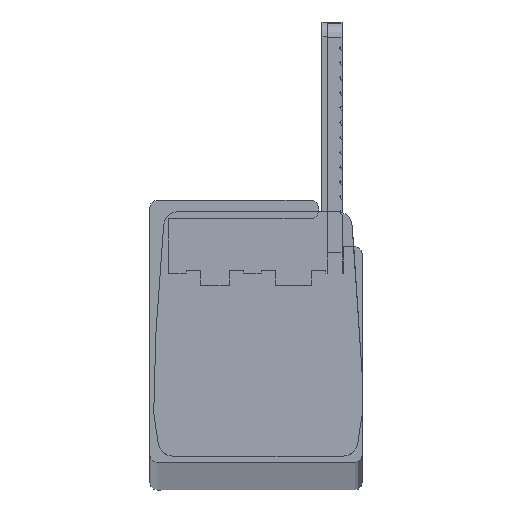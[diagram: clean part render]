
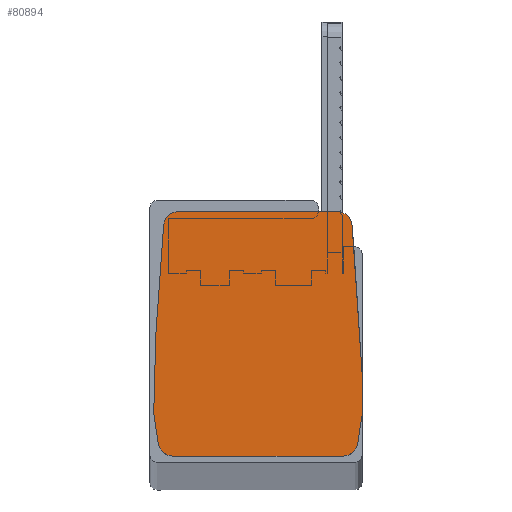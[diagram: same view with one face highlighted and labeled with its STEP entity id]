
A CAD part, top view. The second image highlights one B-rep face of the part: STEP entity #80894.
In plain terms, the highlighted planar face has unit normal (0, 0, 1).
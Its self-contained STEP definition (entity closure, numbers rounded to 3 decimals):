
#5109 = CARTESIAN_POINT ( 'NONE',  ( 748.597, 258.394, 219.001 ) ) ;
#5131 = CARTESIAN_POINT ( 'NONE',  ( 748.297, 256.449, 219.001 ) ) ;
#5168 = CARTESIAN_POINT ( 'NONE',  ( 748.597, 261.285, 219.001 ) ) ;
#14851 = CIRCLE ( 'NONE', #15143, 0.994 ) ;
#15143 = AXIS2_PLACEMENT_3D ( 'NONE', #25864, #25868, #25866 ) ;
#17276 = B_SPLINE_CURVE_WITH_KNOTS ( 'NONE', 3,
 ( #54676, #54684, #54630, #54643 ),
 .UNSPECIFIED., .F., .F.,
 ( 4, 4 ),
 ( 0.013, 0.015 ),
 .UNSPECIFIED. ) ;
#17310 = B_SPLINE_CURVE_WITH_KNOTS ( 'NONE', 3,
 ( #26399, #26403, #26445, #26412, #26417, #26457, #26421, #26436, #26431, #26433 ),
 .UNSPECIFIED., .F., .F.,
 ( 4, 2, 2, 2, 4 ),
 ( 0., 0.003, 0.004, 0.006, 0.013 ),
 .UNSPECIFIED. ) ;
#17327 = B_SPLINE_CURVE_WITH_KNOTS ( 'NONE', 3,
 ( #26541, #26551, #26553, #26570, #26562, #26574 ),
 .UNSPECIFIED., .F., .F.,
 ( 4, 2, 4 ),
 ( 0., 0.009, 0.01 ),
 .UNSPECIFIED. ) ;
#25864 = CARTESIAN_POINT ( 'NONE',  ( 746.936, 271.155, 219.001 ) ) ;
#25866 = DIRECTION ( 'NONE',  ( -1., 0., 0. ) ) ;
#25868 = DIRECTION ( 'NONE',  ( 0., 0., -1. ) ) ;
#26110 = CARTESIAN_POINT ( 'NONE',  ( 736.208, 271.155, 219.001 ) ) ;
#26134 = DIRECTION ( 'NONE',  ( 0., 0., -1. ) ) ;
#26143 = DIRECTION ( 'NONE',  ( -1., 0., 0. ) ) ;
#26310 = DIRECTION ( 'NONE',  ( 0., 0., -1. ) ) ;
#26328 = CARTESIAN_POINT ( 'NONE',  ( 747.323, 256.643, 219.001 ) ) ;
#26379 = DIRECTION ( 'NONE',  ( -1., 0., 0. ) ) ;
#26399 = CARTESIAN_POINT ( 'NONE',  ( 734.861, 256.449, 219.001 ) ) ;
#26403 = CARTESIAN_POINT ( 'NONE',  ( 734.693, 257.29, 219.001 ) ) ;
#26412 = CARTESIAN_POINT ( 'NONE',  ( 734.503, 259.565, 219.001 ) ) ;
#26417 = CARTESIAN_POINT ( 'NONE',  ( 734.524, 260.133, 219.001 ) ) ;
#26421 = CARTESIAN_POINT ( 'NONE',  ( 734.583, 261.834, 219.001 ) ) ;
#26431 = CARTESIAN_POINT ( 'NONE',  ( 734.897, 266.933, 219.001 ) ) ;
#26433 = CARTESIAN_POINT ( 'NONE',  ( 735.074, 269.196, 219.001 ) ) ;
#26436 = CARTESIAN_POINT ( 'NONE',  ( 734.72, 264.669, 219.001 ) ) ;
#26445 = CARTESIAN_POINT ( 'NONE',  ( 734.554, 258.136, 219.001 ) ) ;
#26451 = CARTESIAN_POINT ( 'NONE',  ( 735.074, 269.196, 219.001 ) ) ;
#26455 = LINE ( 'NONE', #26451, #27766 ) ;
#26457 = CARTESIAN_POINT ( 'NONE',  ( 734.559, 261.267, 219.001 ) ) ;
#26459 = DIRECTION ( 'NONE',  ( -0.07, -0.998, 0. ) ) ;
#26518 = DIRECTION ( 'NONE',  ( 1., 0., 0. ) ) ;
#26535 = CARTESIAN_POINT ( 'NONE',  ( 735.836, 256.643, 219.001 ) ) ;
#26537 = DIRECTION ( 'NONE',  ( -1., 0., 0. ) ) ;
#26541 = CARTESIAN_POINT ( 'NONE',  ( 747.927, 271.23, 219.001 ) ) ;
#26543 = DIRECTION ( 'NONE',  ( 0., 0., -1. ) ) ;
#26545 = LINE ( 'NONE', #26547, #27694 ) ;
#26547 = CARTESIAN_POINT ( 'NONE',  ( 748.131, 255.649, 219.001 ) ) ;
#26551 = CARTESIAN_POINT ( 'NONE',  ( 748.152, 268.251, 219.001 ) ) ;
#26553 = CARTESIAN_POINT ( 'NONE',  ( 748.412, 265.273, 219.001 ) ) ;
#26562 = CARTESIAN_POINT ( 'NONE',  ( 748.584, 261.619, 219.001 ) ) ;
#26570 = CARTESIAN_POINT ( 'NONE',  ( 748.57, 261.954, 219.001 ) ) ;
#26574 = CARTESIAN_POINT ( 'NONE',  ( 748.597, 261.285, 219.001 ) ) ;
#26579 = LINE ( 'NONE', #26588, #27944 ) ;
#26581 = DIRECTION ( 'NONE',  ( -1., 0., 0. ) ) ;
#26588 = CARTESIAN_POINT ( 'NONE',  ( 735.281, 272.149, 219.001 ) ) ;
#27684 = AXIS2_PLACEMENT_3D ( 'NONE', #26535, #26543, #26537 ) ;
#27694 = VECTOR ( 'NONE', #26518, 1000. ) ;
#27714 = CIRCLE ( 'NONE', #27798, 0.994 ) ;
#27720 = CIRCLE ( 'NONE', #27755, 0.994 ) ;
#27755 = AXIS2_PLACEMENT_3D ( 'NONE', #26328, #26310, #26379 ) ;
#27766 = VECTOR ( 'NONE', #26459, 1000. ) ;
#27775 = CIRCLE ( 'NONE', #27684, 0.994 ) ;
#27798 = AXIS2_PLACEMENT_3D ( 'NONE', #26110, #26134, #26143 ) ;
#27944 = VECTOR ( 'NONE', #26581, 1000. ) ;
#43731 = EDGE_CURVE ( 'NONE', #50933, #50955, #17276, .T. ) ;
#43840 = EDGE_CURVE ( 'NONE', #50933, #51078, #55531, .T. ) ;
#48092 = CARTESIAN_POINT ( 'NONE',  ( 747.927, 271.23, 219.001 ) ) ;
#48122 = CARTESIAN_POINT ( 'NONE',  ( 735.836, 255.649, 219.001 ) ) ;
#48128 = CARTESIAN_POINT ( 'NONE',  ( 734.861, 256.449, 219.001 ) ) ;
#48150 = CARTESIAN_POINT ( 'NONE',  ( 746.936, 272.149, 219.001 ) ) ;
#48162 = CARTESIAN_POINT ( 'NONE',  ( 736.208, 272.149, 219.001 ) ) ;
#48190 = CARTESIAN_POINT ( 'NONE',  ( 735.074, 269.196, 219.001 ) ) ;
#48218 = CARTESIAN_POINT ( 'NONE',  ( 735.216, 271.225, 219.001 ) ) ;
#48292 = CARTESIAN_POINT ( 'NONE',  ( 747.323, 255.649, 219.001 ) ) ;
#50933 = VERTEX_POINT ( 'NONE', #5109 ) ;
#50955 = VERTEX_POINT ( 'NONE', #5131 ) ;
#51078 = VERTEX_POINT ( 'NONE', #5168 ) ;
#54630 = CARTESIAN_POINT ( 'NONE',  ( 748.427, 257.095, 219.001 ) ) ;
#54643 = CARTESIAN_POINT ( 'NONE',  ( 748.297, 256.449, 219.001 ) ) ;
#54676 = CARTESIAN_POINT ( 'NONE',  ( 748.597, 258.394, 219.001 ) ) ;
#54684 = CARTESIAN_POINT ( 'NONE',  ( 748.538, 257.743, 219.001 ) ) ;
#54748 = VERTEX_POINT ( 'NONE', #48122 ) ;
#54806 = VERTEX_POINT ( 'NONE', #48218 ) ;
#54808 = VERTEX_POINT ( 'NONE', #48150 ) ;
#54836 = VERTEX_POINT ( 'NONE', #48092 ) ;
#54844 = VERTEX_POINT ( 'NONE', #48190 ) ;
#54861 = VERTEX_POINT ( 'NONE', #48162 ) ;
#54882 = VERTEX_POINT ( 'NONE', #48128 ) ;
#54939 = VERTEX_POINT ( 'NONE', #48292 ) ;
#55517 = CARTESIAN_POINT ( 'NONE',  ( 748.597, 262.401, 219.001 ) ) ;
#55519 = DIRECTION ( 'NONE',  ( 0., 1., 0. ) ) ;
#55531 = LINE ( 'NONE', #55517, #85564 ) ;
#61119 = ORIENTED_EDGE ( 'NONE', *, *, #43731, .F. ) ;
#61135 = ORIENTED_EDGE ( 'NONE', *, *, #98330, .F. ) ;
#61138 = ORIENTED_EDGE ( 'NONE', *, *, #98318, .F. ) ;
#61140 = ORIENTED_EDGE ( 'NONE', *, *, #98332, .T. ) ;
#61146 = ORIENTED_EDGE ( 'NONE', *, *, #98273, .F. ) ;
#61151 = ORIENTED_EDGE ( 'NONE', *, *, #43840, .T. ) ;
#61158 = ORIENTED_EDGE ( 'NONE', *, *, #98303, .F. ) ;
#61160 = ORIENTED_EDGE ( 'NONE', *, *, #98327, .T. ) ;
#61165 = ORIENTED_EDGE ( 'NONE', *, *, #98319, .T. ) ;
#61167 = ORIENTED_EDGE ( 'NONE', *, *, #98197, .F. ) ;
#61175 = ORIENTED_EDGE ( 'NONE', *, *, #98323, .F. ) ;
#63664 = AXIS2_PLACEMENT_3D ( 'NONE', #93196, #93200, #93226 ) ;
#80894 = ADVANCED_FACE ( 'NONE', ( #93216 ), #93180, .F. ) ;
#81932 = EDGE_LOOP ( 'NONE', ( #61119, #61151, #61135, #61167, #61140, #61146, #61165, #61138, #61175, #61160, #61158 ) ) ;
#85564 = VECTOR ( 'NONE', #55519, 1000. ) ;
#93180 = PLANE ( 'NONE',  #63664 ) ;
#93196 = CARTESIAN_POINT ( 'NONE',  ( 734.61, 262.401, 219.001 ) ) ;
#93200 = DIRECTION ( 'NONE',  ( 0., 0., -1. ) ) ;
#93216 = FACE_OUTER_BOUND ( 'NONE', #81932, .T. ) ;
#93226 = DIRECTION ( 'NONE',  ( -1., 0., 0. ) ) ;
#98197 = EDGE_CURVE ( 'NONE', #54808, #54836, #14851, .T. ) ;
#98273 = EDGE_CURVE ( 'NONE', #54806, #54861, #27714, .T. ) ;
#98303 = EDGE_CURVE ( 'NONE', #50955, #54939, #27720, .T. ) ;
#98318 = EDGE_CURVE ( 'NONE', #54882, #54844, #17310, .T. ) ;
#98319 = EDGE_CURVE ( 'NONE', #54806, #54844, #26455, .T. ) ;
#98323 = EDGE_CURVE ( 'NONE', #54748, #54882, #27775, .T. ) ;
#98327 = EDGE_CURVE ( 'NONE', #54748, #54939, #26545, .T. ) ;
#98330 = EDGE_CURVE ( 'NONE', #54836, #51078, #17327, .T. ) ;
#98332 = EDGE_CURVE ( 'NONE', #54808, #54861, #26579, .T. ) ;
